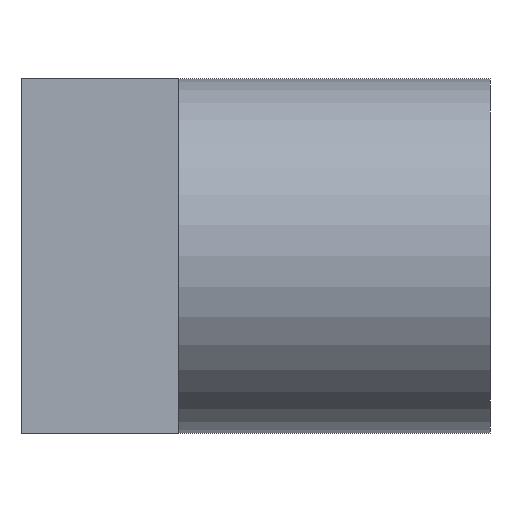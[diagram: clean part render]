
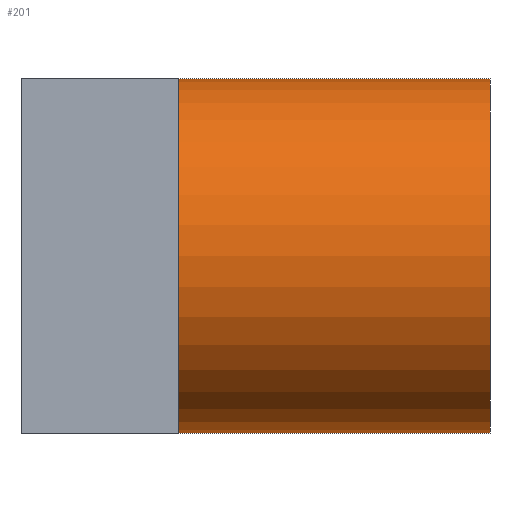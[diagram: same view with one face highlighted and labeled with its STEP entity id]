
A CAD part, left-side view. The second image highlights one B-rep face of the part: STEP entity #201.
In plain terms, the highlighted cylindrical face has radius 11.35 mm (diameter 22.7 mm), a partial arc.
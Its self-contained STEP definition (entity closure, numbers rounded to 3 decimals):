
#5 = VERTEX_POINT ( 'NONE', #220 ) ;
#16 = EDGE_CURVE ( 'NONE', #93, #28, #159, .T. ) ;
#28 = VERTEX_POINT ( 'NONE', #312 ) ;
#42 = VERTEX_POINT ( 'NONE', #251 ) ;
#45 = EDGE_CURVE ( 'NONE', #5, #28, #92, .T. ) ;
#83 = EDGE_CURVE ( 'NONE', #42, #93, #400, .T. ) ;
#91 = DIRECTION ( 'NONE',  ( 0., 1., 0. ) ) ;
#92 = LINE ( 'NONE', #94, #96 ) ;
#93 = VERTEX_POINT ( 'NONE', #389 ) ;
#94 = CARTESIAN_POINT ( 'NONE',  ( 0., -30., -11.35 ) ) ;
#96 = VECTOR ( 'NONE', #91, 1000. ) ;
#159 = CIRCLE ( 'NONE', #162, 11.35 ) ;
#162 = AXIS2_PLACEMENT_3D ( 'NONE', #325, #324, #323 ) ;
#172 = ORIENTED_EDGE ( 'NONE', *, *, #45, .F. ) ;
#181 = EDGE_LOOP ( 'NONE', ( #172, #200, #202, #184 ) ) ;
#184 = ORIENTED_EDGE ( 'NONE', *, *, #16, .T. ) ;
#198 = EDGE_CURVE ( 'NONE', #42, #5, #438, .T. ) ;
#200 = ORIENTED_EDGE ( 'NONE', *, *, #198, .F. ) ;
#201 = ADVANCED_FACE ( 'NONE', ( #508 ), #444, .T. ) ;
#202 = ORIENTED_EDGE ( 'NONE', *, *, #83, .T. ) ;
#220 = CARTESIAN_POINT ( 'NONE',  ( 0., -30., -11.35 ) ) ;
#251 = CARTESIAN_POINT ( 'NONE',  ( 0., -30., 11.35 ) ) ;
#312 = CARTESIAN_POINT ( 'NONE',  ( 0., -10., -11.35 ) ) ;
#323 = DIRECTION ( 'NONE',  ( 0., 0., -1. ) ) ;
#324 = DIRECTION ( 'NONE',  ( 0., -1., 0. ) ) ;
#325 = CARTESIAN_POINT ( 'NONE',  ( 0., -10., 0. ) ) ;
#389 = CARTESIAN_POINT ( 'NONE',  ( 0., -10., 11.35 ) ) ;
#397 = DIRECTION ( 'NONE',  ( 0., 1., 0. ) ) ;
#398 = VECTOR ( 'NONE', #397, 1000. ) ;
#399 = CARTESIAN_POINT ( 'NONE',  ( 0., -30., 11.35 ) ) ;
#400 = LINE ( 'NONE', #399, #398 ) ;
#436 = AXIS2_PLACEMENT_3D ( 'NONE', #504, #500, #499 ) ;
#437 = AXIS2_PLACEMENT_3D ( 'NONE', #507, #506, #505 ) ;
#438 = CIRCLE ( 'NONE', #437, 11.35 ) ;
#444 = CYLINDRICAL_SURFACE ( 'NONE', #436, 11.35 ) ;
#499 = DIRECTION ( 'NONE',  ( 0., 0., 1. ) ) ;
#500 = DIRECTION ( 'NONE',  ( 0., 1., 0. ) ) ;
#504 = CARTESIAN_POINT ( 'NONE',  ( 0., -30., 0. ) ) ;
#505 = DIRECTION ( 'NONE',  ( 0., 0., -1. ) ) ;
#506 = DIRECTION ( 'NONE',  ( 0., -1., 0. ) ) ;
#507 = CARTESIAN_POINT ( 'NONE',  ( 0., -30., 0. ) ) ;
#508 = FACE_OUTER_BOUND ( 'NONE', #181, .T. ) ;
